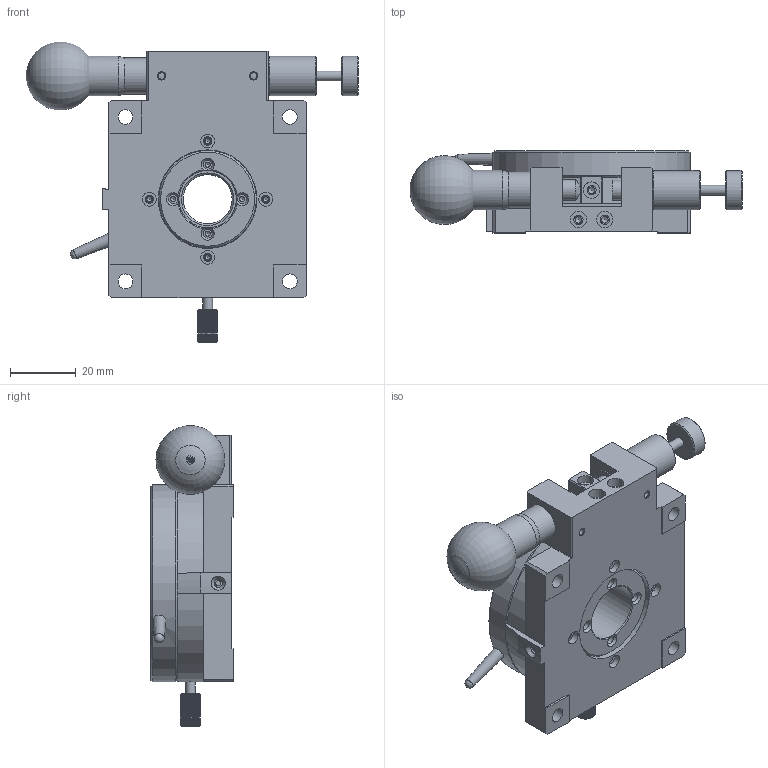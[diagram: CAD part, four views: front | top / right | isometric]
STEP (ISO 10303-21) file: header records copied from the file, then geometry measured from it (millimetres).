
FILE_DESCRIPTION (( 'STEP AP203' ), '1' );
FILE_NAME ('528966.STEP', '2024-11-12T07:07:48', ( 'Windows User' ), ( 'P R C' ), 'SwSTEP 2.0', 'SolidWorks 2020', '' );
FILE_SCHEMA (( 'CONFIG_CONTROL_DESIGN' ));
Length unit declared in the file: millimetre
Products named in the file (1): 528966
Bounding box: 101 x 25 x 91.39 mm (x, y, z)
Surface area: 37065.5 mm2 (no closed solid volume)
Topology: 0 solids, 6 shells, 2413 faces, 5064 edges, 2693 vertices
Faces by surface type: bspline 1442, cylinder 527, cone 246, plane 197, torus 1
Full cylindrical faces by diameter (mm): 1.567 x13, 2.013 x5, 2.459 x9, 2.5 x5, 2.8 x7, 3 x4, 3.242 x4, 4.2 x4, 4.5 x4, 5 x3, 6 x1, 6.35 x1, 8 x4, 9 x1, 9.5 x4, 11 x1, 12 x2, 12.034 x1, 14.917 x1, 17.5 x1, 29.6 x1, 30 x1, 39.6 x1, 40 x1, 49.5 x1, 50 x3, 60 x1
Entity records: 87908 total; most frequent: CARTESIAN_POINT 54485, ORIENTED_EDGE 9653, EDGE_CURVE 4827, DIRECTION 3406, EDGE_LOOP 2642, VERTEX_POINT 2620, FACE_OUTER_BOUND 2497, ADVANCED_FACE 2413
